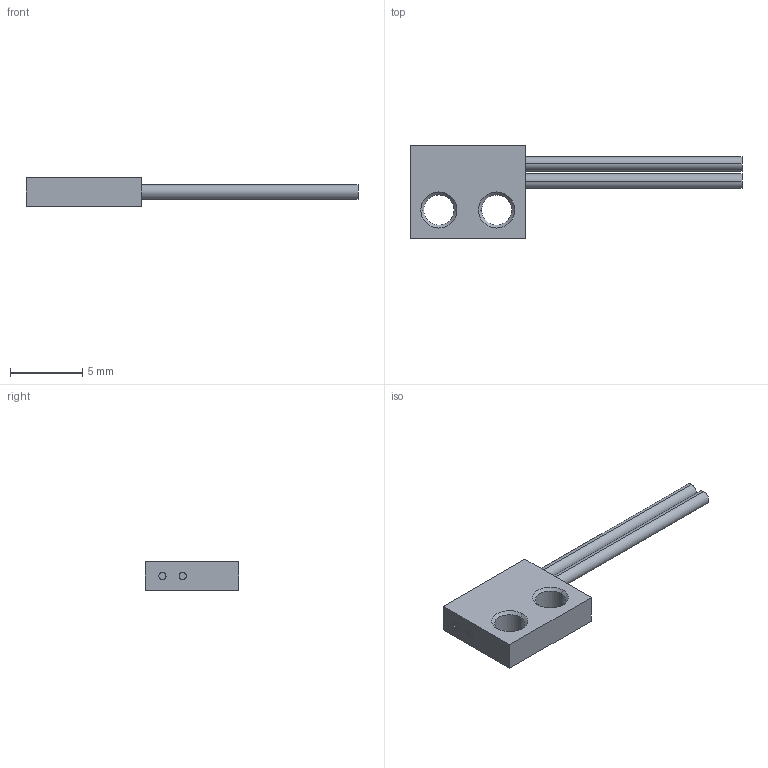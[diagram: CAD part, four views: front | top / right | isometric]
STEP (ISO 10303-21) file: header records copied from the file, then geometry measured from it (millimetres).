
FILE_DESCRIPTION((''),'2;1');
FILE_NAME('PRY44TZ','2022-09-13T11:33:25',('Designer'),(''),'CREO PARAMETRIC BY PTC INC, 2022014','CREO PARAMETRIC BY PTC INC, 2022014','');
FILE_SCHEMA(('CONFIG_CONTROL_DESIGN'));
Length unit declared in the file: millimetre
Products named in the file (1): PRY44TZ
Bounding box: 23 x 6.5 x 2 mm (x, y, z)
Volume: 113.1 mm3; surface area: 266.2 mm2
Topology: 1 solids, 1 shells, 30 faces, 64 edges, 40 vertices
Faces by surface type: cylinder 12, plane 10, cone 8
Entity records: 862 total; most frequent: DIRECTION 156, CARTESIAN_POINT 134, ORIENTED_EDGE 128, EDGE_CURVE 64, AXIS2_PLACEMENT_3D 62, VERTEX_POINT 40, EDGE_LOOP 38, VECTOR 32
